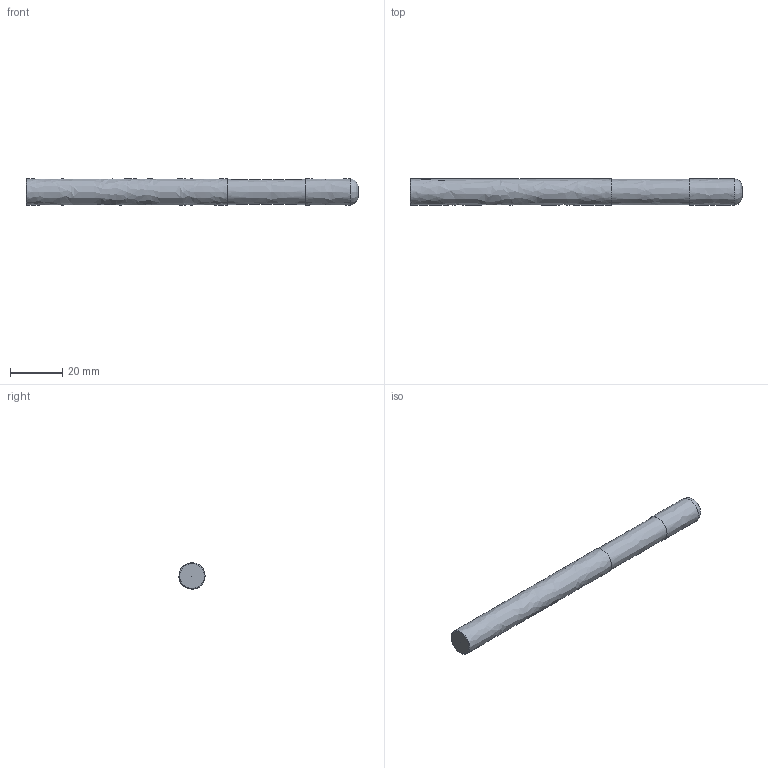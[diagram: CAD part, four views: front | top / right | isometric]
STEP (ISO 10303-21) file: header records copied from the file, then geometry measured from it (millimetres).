
FILE_DESCRIPTION ((), '1');
FILE_NAME ('177L 10N5-3_0RA.STP', '2020-04-15T15:27:08', ('Unknown'), ('M.A.FORD Europe Ltd'), 'OneCNC-XR7 Mill 3D Expert', 'OneCNC-XR7 Mill 3D Expert', '');
FILE_SCHEMA (('CONFIG_CONTROL_DESIGN'));
Length unit declared in the file: millimetre
Bounding box: 127 x 10 x 10 mm (x, y, z)
Volume: 9736.2 mm3; surface area: 4072.4 mm2
Topology: 1 solids, 1 shells, 9 faces, 19 edges, 10 vertices
Faces by surface type: bspline 9
Entity records: 502 total; most frequent: CARTESIAN_POINT 310, ORIENTED_EDGE 34, EDGE_CURVE 17, VERTEX_POINT 10, B_SPLINE_CURVE_WITH_KNOTS 9, EDGE_LOOP 9, FACE_OUTER_BOUND 9, ADVANCED_FACE 9
